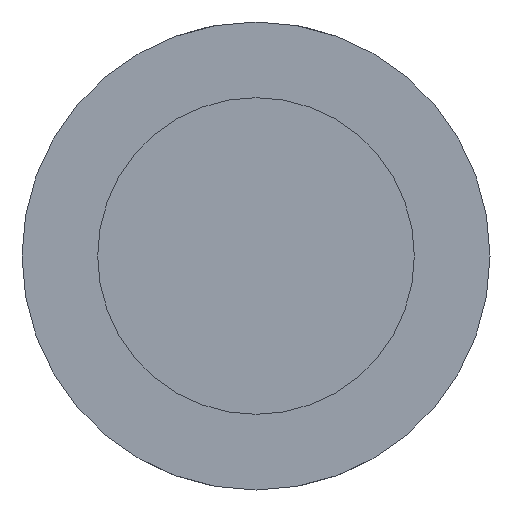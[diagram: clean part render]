
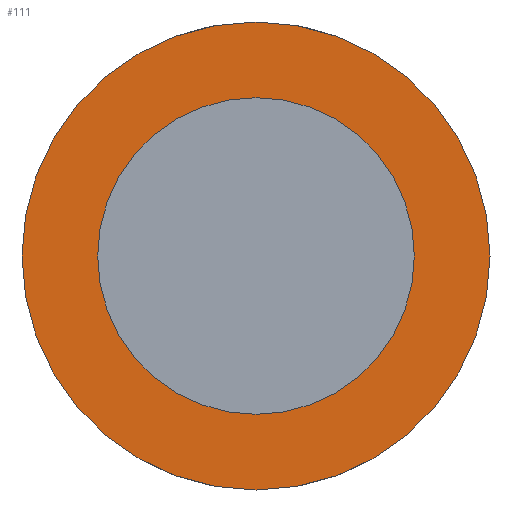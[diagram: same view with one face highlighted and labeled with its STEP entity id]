
A CAD part, front view. The second image highlights one B-rep face of the part: STEP entity #111.
In plain terms, the highlighted planar face has unit normal (0, -1, 0).
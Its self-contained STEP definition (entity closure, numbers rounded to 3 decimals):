
#3 = CARTESIAN_POINT ( 'NONE',  ( 0., 38., 0. ) ) ;
#18 = FACE_BOUND ( 'NONE', #119, .T. ) ;
#22 = ORIENTED_EDGE ( 'NONE', *, *, #54, .T. ) ;
#31 = VERTEX_POINT ( 'NONE', #36 ) ;
#36 = CARTESIAN_POINT ( 'NONE',  ( 15., 38., 0. ) ) ;
#41 = ORIENTED_EDGE ( 'NONE', *, *, #135, .F. ) ;
#45 = DIRECTION ( 'NONE',  ( 0., 1., 0. ) ) ;
#54 = EDGE_CURVE ( 'NONE', #169, #120, #274, .T. ) ;
#59 = CIRCLE ( 'NONE', #66, 10.15 ) ;
#65 = DIRECTION ( 'NONE',  ( -1., 0., 0. ) ) ;
#66 = AXIS2_PLACEMENT_3D ( 'NONE', #3, #140, #65 ) ;
#69 = CARTESIAN_POINT ( 'NONE',  ( 10.15, 38., 0. ) ) ;
#73 = CIRCLE ( 'NONE', #239, 15. ) ;
#77 = CARTESIAN_POINT ( 'NONE',  ( 0., 38., 0. ) ) ;
#78 = EDGE_CURVE ( 'NONE', #31, #142, #85, .T. ) ;
#80 = PLANE ( 'NONE',  #144 ) ;
#85 = CIRCLE ( 'NONE', #156, 15. ) ;
#97 = DIRECTION ( 'NONE',  ( 0., 1., 0. ) ) ;
#99 = DIRECTION ( 'NONE',  ( -1., 0., 0. ) ) ;
#106 = ORIENTED_EDGE ( 'NONE', *, *, #224, .T. ) ;
#111 = ADVANCED_FACE ( 'NONE', ( #117, #18 ), #80, .F. ) ;
#116 = CARTESIAN_POINT ( 'NONE',  ( -10.15, 38., 0. ) ) ;
#117 = FACE_OUTER_BOUND ( 'NONE', #271, .T. ) ;
#119 = EDGE_LOOP ( 'NONE', ( #106, #22 ) ) ;
#120 = VERTEX_POINT ( 'NONE', #116 ) ;
#135 = EDGE_CURVE ( 'NONE', #142, #31, #73, .T. ) ;
#140 = DIRECTION ( 'NONE',  ( 0., 1., 0. ) ) ;
#142 = VERTEX_POINT ( 'NONE', #216 ) ;
#144 = AXIS2_PLACEMENT_3D ( 'NONE', #223, #264, #99 ) ;
#145 = ORIENTED_EDGE ( 'NONE', *, *, #78, .F. ) ;
#156 = AXIS2_PLACEMENT_3D ( 'NONE', #266, #247, #185 ) ;
#169 = VERTEX_POINT ( 'NONE', #69 ) ;
#185 = DIRECTION ( 'NONE',  ( -1., 0., 0. ) ) ;
#195 = DIRECTION ( 'NONE',  ( -1., 0., 0. ) ) ;
#196 = AXIS2_PLACEMENT_3D ( 'NONE', #77, #97, #202 ) ;
#197 = CARTESIAN_POINT ( 'NONE',  ( 0., 38., 0. ) ) ;
#202 = DIRECTION ( 'NONE',  ( -1., 0., 0. ) ) ;
#216 = CARTESIAN_POINT ( 'NONE',  ( -15., 38., 0. ) ) ;
#223 = CARTESIAN_POINT ( 'NONE',  ( 10.15, 38., 0. ) ) ;
#224 = EDGE_CURVE ( 'NONE', #120, #169, #59, .T. ) ;
#239 = AXIS2_PLACEMENT_3D ( 'NONE', #197, #45, #195 ) ;
#247 = DIRECTION ( 'NONE',  ( 0., 1., 0. ) ) ;
#264 = DIRECTION ( 'NONE',  ( 0., 1., 0. ) ) ;
#266 = CARTESIAN_POINT ( 'NONE',  ( 0., 38., 0. ) ) ;
#271 = EDGE_LOOP ( 'NONE', ( #145, #41 ) ) ;
#274 = CIRCLE ( 'NONE', #196, 10.15 ) ;
